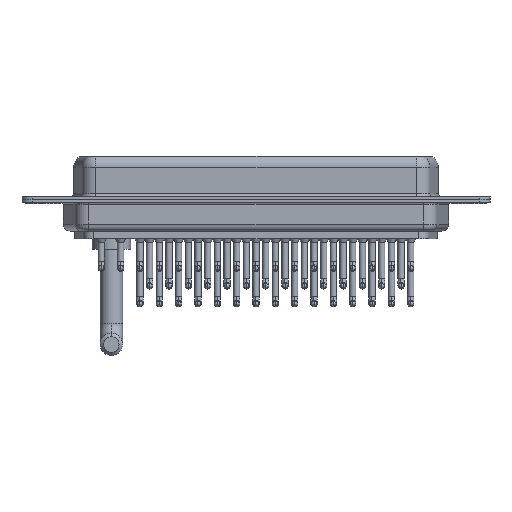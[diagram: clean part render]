
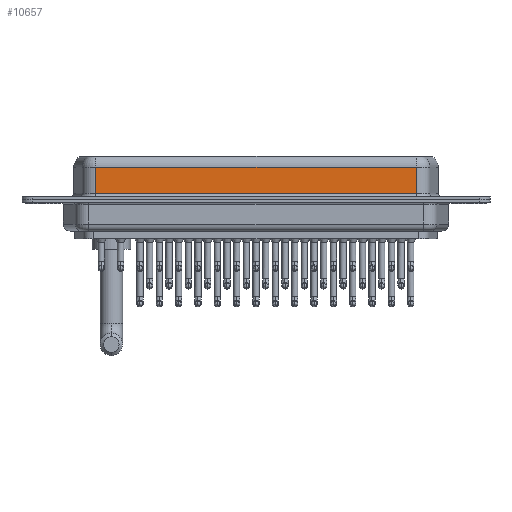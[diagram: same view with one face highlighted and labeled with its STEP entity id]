
A CAD part, front view. The second image highlights one B-rep face of the part: STEP entity #10657.
In plain terms, the highlighted planar face has unit normal (0, -1, 0).
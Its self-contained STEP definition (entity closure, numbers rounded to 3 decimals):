
#173 = CARTESIAN_POINT ( 'NONE',  ( 53.41, -5.375, 6.4 ) ) ;
#353 = ORIENTED_EDGE ( 'NONE', *, *, #10004, .T. ) ;
#2036 = EDGE_CURVE ( 'NONE', #2939, #2876, #12217, .T. ) ;
#2560 = VECTOR ( 'NONE', #26798, 1000. ) ;
#2870 = VERTEX_POINT ( 'NONE', #16377 ) ;
#2876 = VERTEX_POINT ( 'NONE', #10877 ) ;
#2939 = VERTEX_POINT ( 'NONE', #4331 ) ;
#3161 = DIRECTION ( 'NONE',  ( 0., 0., 1. ) ) ;
#4031 = EDGE_CURVE ( 'NONE', #2939, #27819, #26463, .T. ) ;
#4331 = CARTESIAN_POINT ( 'NONE',  ( 53.41, -5.375, 4.65 ) ) ;
#6157 = CARTESIAN_POINT ( 'NONE',  ( 53.41, -5.375, 4.65 ) ) ;
#6822 = LINE ( 'NONE', #12006, #11415 ) ;
#6977 = CARTESIAN_POINT ( 'NONE',  ( 53.41, -5.375, 0.9 ) ) ;
#7738 = ORIENTED_EDGE ( 'NONE', *, *, #4031, .T. ) ;
#9973 = EDGE_CURVE ( 'NONE', #27819, #2870, #6822, .T. ) ;
#10004 = EDGE_CURVE ( 'NONE', #2870, #2876, #19324, .T. ) ;
#10657 = ADVANCED_FACE ( 'NONE', ( #15848 ), #27897, .F. ) ;
#10877 = CARTESIAN_POINT ( 'NONE',  ( 53.41, -5.375, 0.9 ) ) ;
#11415 = VECTOR ( 'NONE', #26650, 1000. ) ;
#11980 = AXIS2_PLACEMENT_3D ( 'NONE', #15520, #25459, #3161 ) ;
#12006 = CARTESIAN_POINT ( 'NONE',  ( 7.59, -5.375, 6.4 ) ) ;
#12217 = LINE ( 'NONE', #173, #32125 ) ;
#12439 = ORIENTED_EDGE ( 'NONE', *, *, #9973, .T. ) ;
#13789 = DIRECTION ( 'NONE',  ( -1., 0., 0. ) ) ;
#15520 = CARTESIAN_POINT ( 'NONE',  ( 53.41, -5.375, 6.4 ) ) ;
#15848 = FACE_OUTER_BOUND ( 'NONE', #30433, .T. ) ;
#16377 = CARTESIAN_POINT ( 'NONE',  ( 7.59, -5.375, 0.9 ) ) ;
#17947 = ORIENTED_EDGE ( 'NONE', *, *, #2036, .F. ) ;
#19324 = LINE ( 'NONE', #6977, #2560 ) ;
#25287 = VECTOR ( 'NONE', #13789, 1000. ) ;
#25459 = DIRECTION ( 'NONE',  ( 0., 1., 0. ) ) ;
#26463 = LINE ( 'NONE', #6157, #25287 ) ;
#26650 = DIRECTION ( 'NONE',  ( 0., 0., -1. ) ) ;
#26798 = DIRECTION ( 'NONE',  ( 1., 0., 0. ) ) ;
#27357 = DIRECTION ( 'NONE',  ( 0., 0., -1. ) ) ;
#27819 = VERTEX_POINT ( 'NONE', #29449 ) ;
#27897 = PLANE ( 'NONE',  #11980 ) ;
#29449 = CARTESIAN_POINT ( 'NONE',  ( 7.59, -5.375, 4.65 ) ) ;
#30433 = EDGE_LOOP ( 'NONE', ( #17947, #7738, #12439, #353 ) ) ;
#32125 = VECTOR ( 'NONE', #27357, 1000. ) ;
